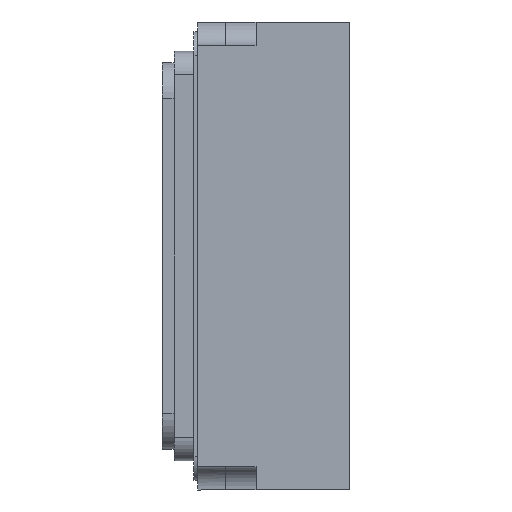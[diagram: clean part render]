
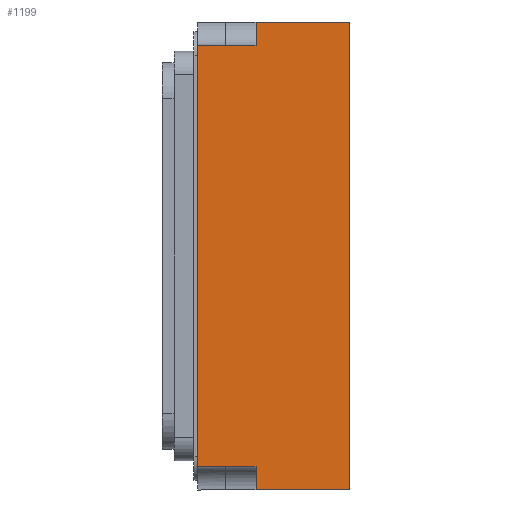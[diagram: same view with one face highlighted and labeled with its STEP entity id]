
A CAD part, left-side view. The second image highlights one B-rep face of the part: STEP entity #1199.
In plain terms, the highlighted planar face has unit normal (-1, 0, 0).
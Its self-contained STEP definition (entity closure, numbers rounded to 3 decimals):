
#134 = DIRECTION ( 'NONE',  ( 0., 0., -1. ) ) ;
#136 = CARTESIAN_POINT ( 'NONE',  ( -1.25, -0.4, -1. ) ) ;
#525 = ORIENTED_EDGE ( 'NONE', *, *, #915, .T. ) ;
#527 = ORIENTED_EDGE ( 'NONE', *, *, #913, .F. ) ;
#530 = ORIENTED_EDGE ( 'NONE', *, *, #1298, .F. ) ;
#531 = ORIENTED_EDGE ( 'NONE', *, *, #911, .T. ) ;
#533 = ORIENTED_EDGE ( 'NONE', *, *, #1283, .T. ) ;
#543 = ORIENTED_EDGE ( 'NONE', *, *, #8227, .T. ) ;
#544 = ORIENTED_EDGE ( 'NONE', *, *, #1273, .T. ) ;
#545 = ORIENTED_EDGE ( 'NONE', *, *, #1274, .F. ) ;
#546 = ORIENTED_EDGE ( 'NONE', *, *, #1542, .F. ) ;
#597 = ORIENTED_EDGE ( 'NONE', *, *, #912, .F. ) ;
#621 = ORIENTED_EDGE ( 'NONE', *, *, #1277, .F. ) ;
#661 = VERTEX_POINT ( 'NONE', #3027 ) ;
#665 = VERTEX_POINT ( 'NONE', #2985 ) ;
#670 = ORIENTED_EDGE ( 'NONE', *, *, #821, .T. ) ;
#821 = EDGE_CURVE ( 'NONE', #661, #665, #3761, .T. ) ;
#866 = FACE_OUTER_BOUND ( 'NONE', #3949, .T. ) ;
#911 = EDGE_CURVE ( 'NONE', #4041, #4054, #3758, .T. ) ;
#912 = EDGE_CURVE ( 'NONE', #4032, #4059, #3757, .T. ) ;
#913 = EDGE_CURVE ( 'NONE', #4038, #4116, #3708, .T. ) ;
#915 = EDGE_CURVE ( 'NONE', #4038, #4059, #3754, .T. ) ;
#1199 = ADVANCED_FACE ( 'NONE', ( #866 ), #2920, .F. ) ;
#1273 = EDGE_CURVE ( 'NONE', #4061, #4103, #7773, .T. ) ;
#1274 = EDGE_CURVE ( 'NONE', #4034, #665, #7772, .T. ) ;
#1277 = EDGE_CURVE ( 'NONE', #661, #4032, #7777, .T. ) ;
#1283 = EDGE_CURVE ( 'NONE', #4101, #4041, #7790, .T. ) ;
#1298 = EDGE_CURVE ( 'NONE', #4116, #4054, #7814, .T. ) ;
#1542 = EDGE_CURVE ( 'NONE', #4061, #4034, #3404, .T. ) ;
#2376 = CARTESIAN_POINT ( 'NONE',  ( -1.25, 0.13, -0.901 ) ) ;
#2378 = CARTESIAN_POINT ( 'NONE',  ( -1.25, -0.4, -1. ) ) ;
#2382 = CARTESIAN_POINT ( 'NONE',  ( -1.25, 0.25, -0.9 ) ) ;
#2385 = CARTESIAN_POINT ( 'NONE',  ( -1.25, 0.13, 0.901 ) ) ;
#2538 = DIRECTION ( 'NONE',  ( 1., 0., 0. ) ) ;
#2539 = DIRECTION ( 'NONE',  ( 0., 0., -1. ) ) ;
#2544 = CARTESIAN_POINT ( 'NONE',  ( -1.25, -0.4, -1. ) ) ;
#2661 = CARTESIAN_POINT ( 'NONE',  ( -1.25, -0.4, 1. ) ) ;
#2664 = CARTESIAN_POINT ( 'NONE',  ( -1.25, -0.4, -1. ) ) ;
#2680 = DIRECTION ( 'NONE',  ( 0., 1., 0. ) ) ;
#2682 = CARTESIAN_POINT ( 'NONE',  ( -1.25, 0., -0.901 ) ) ;
#2683 = DIRECTION ( 'NONE',  ( 0., 1., 0. ) ) ;
#2753 = CARTESIAN_POINT ( 'NONE',  ( -1.25, 0., 0.901 ) ) ;
#2793 = DIRECTION ( 'NONE',  ( 0., 1., 0. ) ) ;
#2830 = CARTESIAN_POINT ( 'NONE',  ( -1.25, 0.13, -0.901 ) ) ;
#2833 = CARTESIAN_POINT ( 'NONE',  ( -1.25, 0., -1. ) ) ;
#2857 = CARTESIAN_POINT ( 'NONE',  ( -1.25, 0.25, -0.9 ) ) ;
#2860 = DIRECTION ( 'NONE',  ( 0., 0., -1. ) ) ;
#2861 = DIRECTION ( 'NONE',  ( 0., 1., 0. ) ) ;
#2920 = PLANE ( 'NONE',  #4300 ) ;
#2922 = DIRECTION ( 'NONE',  ( 0., -1., 0. ) ) ;
#2944 = DIRECTION ( 'NONE',  ( 0., -1., 0. ) ) ;
#2968 = CARTESIAN_POINT ( 'NONE',  ( -1.25, 0.25, 0.9 ) ) ;
#2985 = CARTESIAN_POINT ( 'NONE',  ( -1.25, 0., -1. ) ) ;
#2996 = DIRECTION ( 'NONE',  ( 0., 0., -1. ) ) ;
#3006 = DIRECTION ( 'NONE',  ( 0., 0., 1. ) ) ;
#3009 = CARTESIAN_POINT ( 'NONE',  ( -1.25, 0.13, 0.901 ) ) ;
#3012 = DIRECTION ( 'NONE',  ( 0., 0., 1. ) ) ;
#3026 = CARTESIAN_POINT ( 'NONE',  ( -1.25, 0.25, 0.9 ) ) ;
#3027 = CARTESIAN_POINT ( 'NONE',  ( -1.25, 0., -0.901 ) ) ;
#3402 = VECTOR ( 'NONE', #134, 1000. ) ;
#3404 = LINE ( 'NONE', #136, #3402 ) ;
#3707 = VECTOR ( 'NONE', #3006, 1000. ) ;
#3708 = LINE ( 'NONE', #3026, #3752 ) ;
#3750 = VECTOR ( 'NONE', #2944, 1000. ) ;
#3752 = VECTOR ( 'NONE', #3012, 1000. ) ;
#3754 = LINE ( 'NONE', #2857, #3750 ) ;
#3755 = VECTOR ( 'NONE', #2996, 1000. ) ;
#3757 = LINE ( 'NONE', #2830, #3707 ) ;
#3758 = LINE ( 'NONE', #3009, #3755 ) ;
#3760 = VECTOR ( 'NONE', #2860, 1000. ) ;
#3761 = LINE ( 'NONE', #2833, #3760 ) ;
#3949 = EDGE_LOOP ( 'NONE', ( #621, #670, #545, #546, #544, #543, #533, #531, #530, #527, #525, #597 ) ) ;
#4032 = VERTEX_POINT ( 'NONE', #2376 ) ;
#4034 = VERTEX_POINT ( 'NONE', #2378 ) ;
#4038 = VERTEX_POINT ( 'NONE', #2382 ) ;
#4041 = VERTEX_POINT ( 'NONE', #2385 ) ;
#4054 = VERTEX_POINT ( 'NONE', #6078 ) ;
#4059 = VERTEX_POINT ( 'NONE', #6083 ) ;
#4061 = VERTEX_POINT ( 'NONE', #6085 ) ;
#4101 = VERTEX_POINT ( 'NONE', #6125 ) ;
#4103 = VERTEX_POINT ( 'NONE', #6127 ) ;
#4116 = VERTEX_POINT ( 'NONE', #6140 ) ;
#4300 = AXIS2_PLACEMENT_3D ( 'NONE', #2544, #2538, #2539 ) ;
#5985 = LINE ( 'NONE', #6545, #5988 ) ;
#5988 = VECTOR ( 'NONE', #6546, 1000. ) ;
#6078 = CARTESIAN_POINT ( 'NONE',  ( -1.25, 0.13, 0.9 ) ) ;
#6083 = CARTESIAN_POINT ( 'NONE',  ( -1.25, 0.13, -0.9 ) ) ;
#6085 = CARTESIAN_POINT ( 'NONE',  ( -1.25, -0.4, 1. ) ) ;
#6125 = CARTESIAN_POINT ( 'NONE',  ( -1.25, 0., 0.901 ) ) ;
#6127 = CARTESIAN_POINT ( 'NONE',  ( -1.25, 0., 1. ) ) ;
#6140 = CARTESIAN_POINT ( 'NONE',  ( -1.25, 0.25, 0.9 ) ) ;
#6545 = CARTESIAN_POINT ( 'NONE',  ( -1.25, 0., -1. ) ) ;
#6546 = DIRECTION ( 'NONE',  ( 0., 0., -1. ) ) ;
#7772 = LINE ( 'NONE', #2664, #7776 ) ;
#7773 = LINE ( 'NONE', #2661, #7774 ) ;
#7774 = VECTOR ( 'NONE', #2793, 1000. ) ;
#7776 = VECTOR ( 'NONE', #2680, 1000. ) ;
#7777 = LINE ( 'NONE', #2682, #7782 ) ;
#7782 = VECTOR ( 'NONE', #2683, 1000. ) ;
#7790 = LINE ( 'NONE', #2753, #7793 ) ;
#7793 = VECTOR ( 'NONE', #2861, 1000. ) ;
#7814 = LINE ( 'NONE', #2968, #7821 ) ;
#7821 = VECTOR ( 'NONE', #2922, 1000. ) ;
#8227 = EDGE_CURVE ( 'NONE', #4103, #4101, #5985, .T. ) ;
